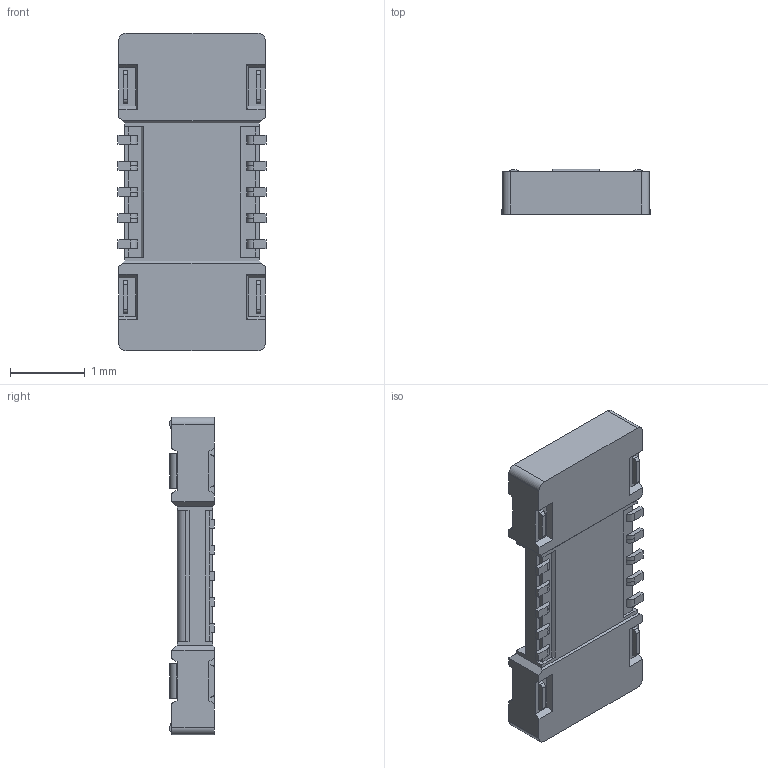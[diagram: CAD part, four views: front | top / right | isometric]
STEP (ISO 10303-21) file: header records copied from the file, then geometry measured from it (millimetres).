
FILE_DESCRIPTION(('Creo Elements/Direct Modeling STEP Export'),'2;1');
FILE_NAME('STEP_BM23FR0.6-10DS-0.35V.stp','2017-01-03T14:21:10',(''),(''),'Creo Elements/Direct Modeling STEP processor for AP214 (Solid Model)','Creo Elements/Direct Modeling 17.0C 05-Feb-2011 (C) Parametric Technology GmbH','');
FILE_SCHEMA(('AUTOMOTIVE_DESIGN { 1 0 10303 214 1 1 1 1 }'));
Length unit declared in the file: millimetre
Products named in the file (2): BM23P0_6-10DS-0_35V
Assembly tree (1 placements, depth 2):
  BM23P0_6-10DS-0_35V
    BM23P0_6-10DS-0_35V
Bounding box: 1.98 x 0.6 x 4.25 mm (x, y, z)
Volume: 2.8 mm3; surface area: 30.2 mm2
Topology: 1 solids, 21 shells, 569 faces, 1514 edges, 992 vertices
Faces by surface type: plane 461, cylinder 84, cone 24
Entity records: 22102 total; most frequent: CARTESIAN_POINT 3252, ORIENTED_EDGE 3028, DIRECTION 2824, EDGE_CURVE 1514, VECTOR 1280, LINE 1280, VERTEX_POINT 992, AXIS2_PLACEMENT_3D 772
